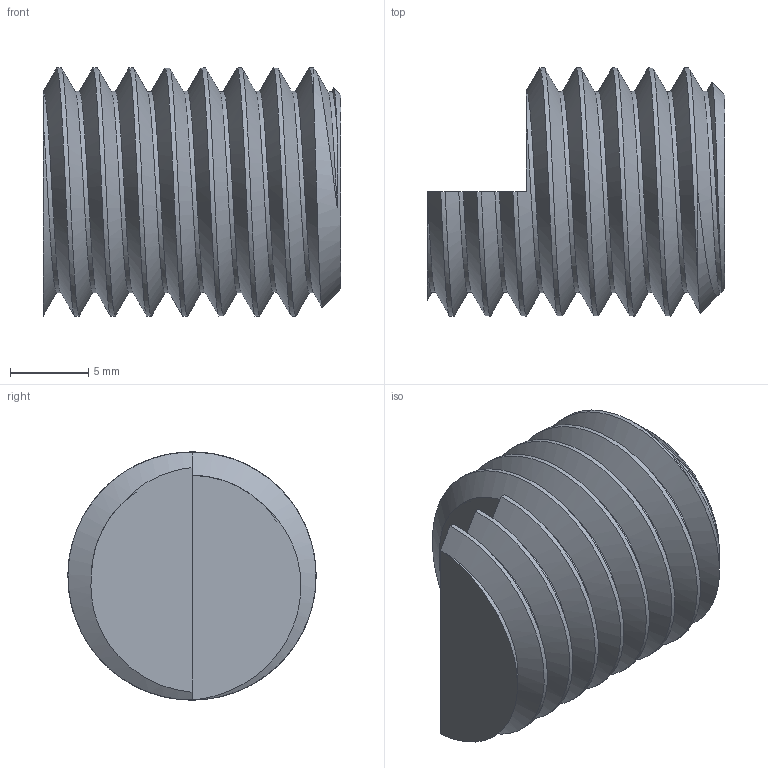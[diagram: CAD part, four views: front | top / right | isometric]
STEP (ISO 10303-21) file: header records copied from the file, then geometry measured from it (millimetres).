
FILE_DESCRIPTION(/* description */ ('STEP AP203'),/* implementation_level */ '2;1');
FILE_NAME(/* name */ 'Bolt2.stp',/* time_stamp */ '2019-09-25T17:47:50-04:00',/* author */ ('Mark'),/* organization */ (''),/* preprocessor_version */ 'ST-DEVELOPER v16.1',/* originating_system */ 'Autodesk Inventor 2016',/* authorisation */ '');
FILE_SCHEMA (('AUTOMOTIVE_DESIGN { 1 0 10303 214 3 1 1 }'));
Length unit declared in the file: inch
Products named in the file (1): Bolt1_testa
Bounding box: 19.05 x 15.87 x 15.88 mm (x, y, z)
Volume: 2572.9 mm3; surface area: 1601.9 mm2
Topology: 1 solids, 1 shells, 19 faces, 50 edges, 33 vertices
Faces by surface type: cylinder 7, bspline 7, plane 4, cone 1
Entity records: 7785 total; most frequent: CARTESIAN_POINT 7390, ORIENTED_EDGE 96, EDGE_CURVE 48, DIRECTION 48, VERTEX_POINT 32, B_SPLINE_CURVE_WITH_KNOTS 23, EDGE_LOOP 20, FACE_OUTER_BOUND 19
